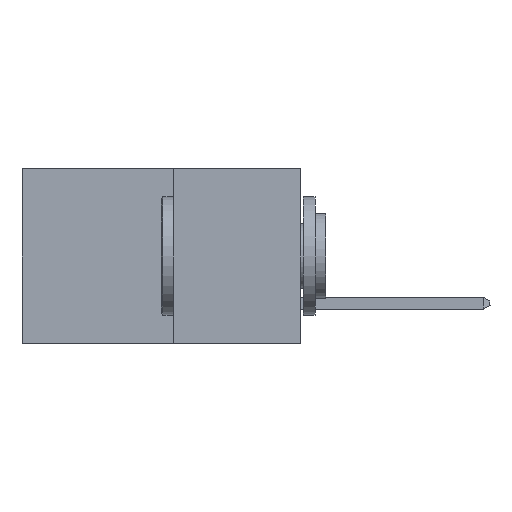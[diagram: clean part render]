
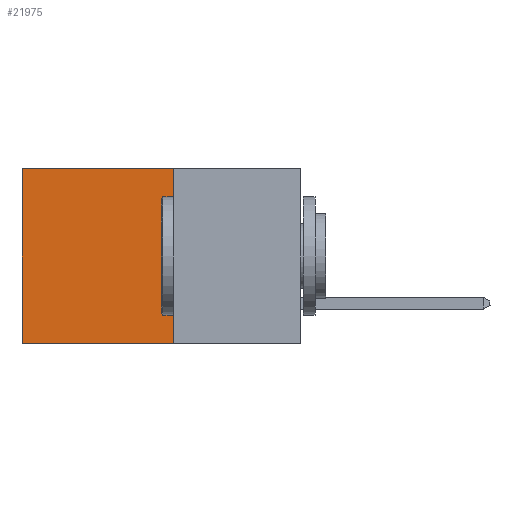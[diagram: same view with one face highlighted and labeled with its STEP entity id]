
A CAD part, left-side view. The second image highlights one B-rep face of the part: STEP entity #21975.
In plain terms, the highlighted planar face has unit normal (-1, 0, 0).
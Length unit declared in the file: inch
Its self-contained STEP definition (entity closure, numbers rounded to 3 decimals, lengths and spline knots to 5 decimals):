
#185 = VERTEX_POINT ( 'NONE', #24032 ) ;
#668 = CARTESIAN_POINT ( 'NONE',  ( 0.277, 0.27, 0. ) ) ;
#1554 = AXIS2_PLACEMENT_3D ( 'NONE', #6767, #22314, #9049 ) ;
#2254 = ORIENTED_EDGE ( 'NONE', *, *, #20369, .T. ) ;
#3238 = CARTESIAN_POINT ( 'NONE',  ( 0.277, 0.59, 0. ) ) ;
#3292 = VERTEX_POINT ( 'NONE', #3238 ) ;
#4551 = LINE ( 'NONE', #12179, #21591 ) ;
#6767 = CARTESIAN_POINT ( 'NONE',  ( 0.277, 0.27, -0.37 ) ) ;
#7032 = LINE ( 'NONE', #10159, #13018 ) ;
#8349 = LINE ( 'NONE', #27441, #14277 ) ;
#8814 = EDGE_CURVE ( 'NONE', #185, #14777, #7032, .T. ) ;
#9049 = DIRECTION ( 'NONE',  ( 0., 0., -1. ) ) ;
#9359 = EDGE_CURVE ( 'NONE', #28063, #185, #16075, .T. ) ;
#9703 = ORIENTED_EDGE ( 'NONE', *, *, #9359, .F. ) ;
#9827 = CARTESIAN_POINT ( 'NONE',  ( 0.277, 0.27, -0.37 ) ) ;
#10159 = CARTESIAN_POINT ( 'NONE',  ( 0.277, 0.27, -0.37 ) ) ;
#12134 = DIRECTION ( 'NONE',  ( 0., 1., 0. ) ) ;
#12179 = CARTESIAN_POINT ( 'NONE',  ( 0.277, 0.59, -0.37 ) ) ;
#13018 = VECTOR ( 'NONE', #19074, 39.37008 ) ;
#13890 = FACE_OUTER_BOUND ( 'NONE', #16818, .T. ) ;
#14277 = VECTOR ( 'NONE', #12134, 39.37008 ) ;
#14378 = DIRECTION ( 'NONE',  ( 0., 0., -1. ) ) ;
#14777 = VERTEX_POINT ( 'NONE', #21920 ) ;
#15300 = ORIENTED_EDGE ( 'NONE', *, *, #23080, .T. ) ;
#16075 = LINE ( 'NONE', #9827, #27679 ) ;
#16818 = EDGE_LOOP ( 'NONE', ( #2254, #22262, #9703, #15300 ) ) ;
#19074 = DIRECTION ( 'NONE',  ( 0., 1., 0. ) ) ;
#20101 = PLANE ( 'NONE',  #1554 ) ;
#20369 = EDGE_CURVE ( 'NONE', #3292, #14777, #4551, .T. ) ;
#21591 = VECTOR ( 'NONE', #14378, 39.37008 ) ;
#21920 = CARTESIAN_POINT ( 'NONE',  ( 0.277, 0.59, -0.37 ) ) ;
#21975 = ADVANCED_FACE ( 'NONE', ( #13890 ), #20101, .F. ) ;
#22262 = ORIENTED_EDGE ( 'NONE', *, *, #8814, .F. ) ;
#22314 = DIRECTION ( 'NONE',  ( 1., 0., 0. ) ) ;
#23080 = EDGE_CURVE ( 'NONE', #28063, #3292, #8349, .T. ) ;
#24032 = CARTESIAN_POINT ( 'NONE',  ( 0.277, 0.27, -0.37 ) ) ;
#27389 = DIRECTION ( 'NONE',  ( 0., 0., -1. ) ) ;
#27441 = CARTESIAN_POINT ( 'NONE',  ( 0.277, 0.27, 0. ) ) ;
#27679 = VECTOR ( 'NONE', #27389, 39.37008 ) ;
#28063 = VERTEX_POINT ( 'NONE', #668 ) ;
